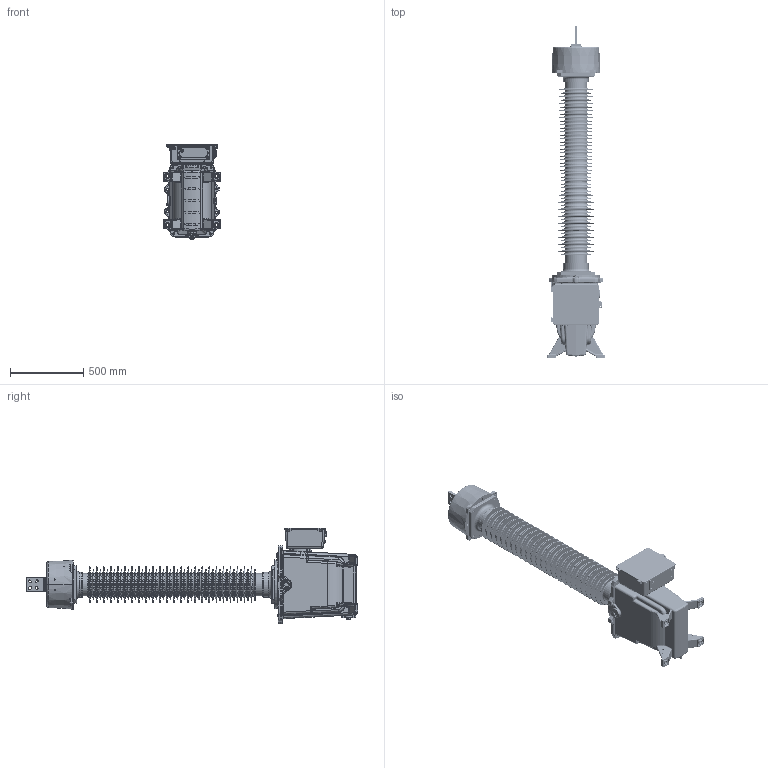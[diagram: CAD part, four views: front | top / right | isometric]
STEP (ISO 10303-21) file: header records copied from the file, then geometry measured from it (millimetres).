
FILE_DESCRIPTION((''),'2;1');
FILE_NAME('1HSE220062-925_SW0001','2016-11-02T',('sebjsjo1'),('ABB Technology Ltd.'),'PRO/ENGINEER BY PARAMETRIC TECHNOLOGY CORPORATION, 2015110','PRO/ENGINEER BY PARAMETRIC TECHNOLOGY CORPORATION, 2015110','');
FILE_SCHEMA(('CONFIG_CONTROL_DESIGN'));
Length unit declared in the file: millimetre
Products named in the file (1): 1HSE220062-925_SW0001
Bounding box: 395 x 2268 x 653.16 mm (x, y, z)
Surface area: 6725748 mm2 (no closed solid volume)
Topology: 0 solids, 174 shells, 3640 faces, 12363 edges, 8645 vertices
Faces by surface type: cylinder 1205, plane 828, bspline 640, torus 499, cone 335, sphere 133
Entity records: 166859 total; most frequent: CARTESIAN_POINT 67047, ORIENTED_EDGE 19712, DIRECTION 19489, EDGE_CURVE 12343, VERTEX_POINT 8645, AXIS2_PLACEMENT_3D 6975, VECTOR 5539, LINE 5539
